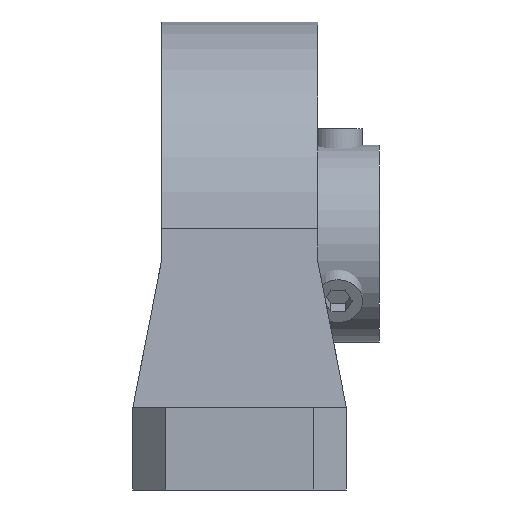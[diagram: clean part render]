
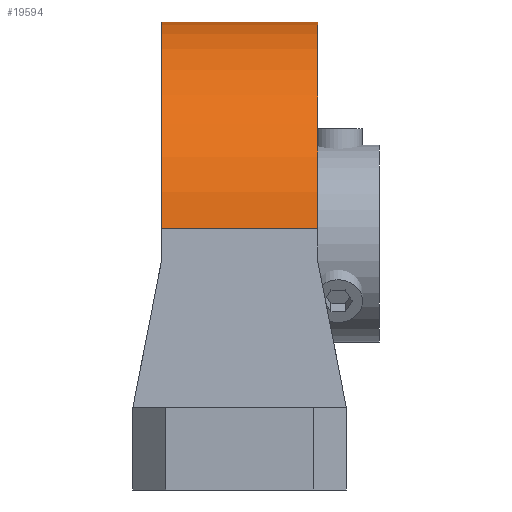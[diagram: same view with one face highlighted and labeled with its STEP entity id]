
A CAD part, front view. The second image highlights one B-rep face of the part: STEP entity #19594.
In plain terms, the highlighted cylindrical face has radius 13.5 mm (diameter 27 mm), a partial arc.
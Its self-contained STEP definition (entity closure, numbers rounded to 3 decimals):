
#17249 = PLANE('',#17250);
#17250 = AXIS2_PLACEMENT_3D('',#17251,#17252,#17253);
#17251 = CARTESIAN_POINT('',(-6.5,14.2,-10.));
#17252 = DIRECTION('',(0.,-0.998,-0.067));
#17253 = DIRECTION('',(0.,-0.067,0.998));
#17350 = PLANE('',#17351);
#17351 = AXIS2_PLACEMENT_3D('',#17352,#17353,#17354);
#17352 = CARTESIAN_POINT('',(-4.75,-15.,13.5));
#17353 = DIRECTION('',(-1.,0.,0.));
#17354 = DIRECTION('',(0.,0.,-1.));
#17935 = PLANE('',#17936);
#17936 = AXIS2_PLACEMENT_3D('',#17937,#17938,#17939);
#17937 = CARTESIAN_POINT('',(4.75,-15.,-1.));
#17938 = DIRECTION('',(1.,0.,0.));
#17939 = DIRECTION('',(0.,0.,1.));
#18192 = VERTEX_POINT('',#18193);
#18193 = CARTESIAN_POINT('',(4.75,13.47,0.902));
#18214 = EDGE_CURVE('',#18215,#18192,#18217,.T.);
#18215 = VERTEX_POINT('',#18216);
#18216 = CARTESIAN_POINT('',(-4.75,13.47,0.902));
#18217 = SURFACE_CURVE('',#18218,(#18222,#18229),.PCURVE_S1.);
#18218 = LINE('',#18219,#18220);
#18219 = CARTESIAN_POINT('',(-6.5,13.47,0.902));
#18220 = VECTOR('',#18221,1.);
#18221 = DIRECTION('',(1.,0.,0.));
#18222 = PCURVE('',#17249,#18223);
#18223 = DEFINITIONAL_REPRESENTATION('',(#18224),#18228);
#18224 = LINE('',#18225,#18226);
#18225 = CARTESIAN_POINT('',(10.927,0.));
#18226 = VECTOR('',#18227,1.);
#18227 = DIRECTION('',(0.,-1.));
#18228 = ( GEOMETRIC_REPRESENTATION_CONTEXT(2) 
PARAMETRIC_REPRESENTATION_CONTEXT() REPRESENTATION_CONTEXT('2D SPACE',''
  ) );
#18229 = PCURVE('',#18230,#18235);
#18230 = CYLINDRICAL_SURFACE('',#18231,13.5);
#18231 = AXIS2_PLACEMENT_3D('',#18232,#18233,#18234);
#18232 = CARTESIAN_POINT('',(-6.5,0.,0.));
#18233 = DIRECTION('',(-1.,0.,0.));
#18234 = DIRECTION('',(0.,1.,0.));
#18235 = DEFINITIONAL_REPRESENTATION('',(#18236),#18240);
#18236 = LINE('',#18237,#18238);
#18237 = CARTESIAN_POINT('',(-0.067,0.));
#18238 = VECTOR('',#18239,1.);
#18239 = DIRECTION('',(-0.,-1.));
#18240 = ( GEOMETRIC_REPRESENTATION_CONTEXT(2) 
PARAMETRIC_REPRESENTATION_CONTEXT() REPRESENTATION_CONTEXT('2D SPACE',''
  ) );
#18772 = VERTEX_POINT('',#18773);
#18773 = CARTESIAN_POINT('',(-4.75,-13.47,0.902));
#18787 = PLANE('',#18788);
#18788 = AXIS2_PLACEMENT_3D('',#18789,#18790,#18791);
#18789 = CARTESIAN_POINT('',(-6.5,-13.47,0.902));
#18790 = DIRECTION('',(0.,0.998,-0.067));
#18791 = DIRECTION('',(0.,-0.067,-0.998));
#18799 = EDGE_CURVE('',#18772,#18800,#18802,.T.);
#18800 = VERTEX_POINT('',#18801);
#18801 = CARTESIAN_POINT('',(-4.75,0.,13.5));
#18802 = SURFACE_CURVE('',#18803,(#18808,#18815),.PCURVE_S1.);
#18803 = CIRCLE('',#18804,13.5);
#18804 = AXIS2_PLACEMENT_3D('',#18805,#18806,#18807);
#18805 = CARTESIAN_POINT('',(-4.75,0.,0.));
#18806 = DIRECTION('',(-1.,0.,0.));
#18807 = DIRECTION('',(0.,1.,0.));
#18808 = PCURVE('',#17350,#18809);
#18809 = DEFINITIONAL_REPRESENTATION('',(#18810),#18814);
#18810 = CIRCLE('',#18811,13.5);
#18811 = AXIS2_PLACEMENT_2D('',#18812,#18813);
#18812 = CARTESIAN_POINT('',(13.5,-15.));
#18813 = DIRECTION('',(0.,-1.));
#18814 = ( GEOMETRIC_REPRESENTATION_CONTEXT(2) 
PARAMETRIC_REPRESENTATION_CONTEXT() REPRESENTATION_CONTEXT('2D SPACE',''
  ) );
#18815 = PCURVE('',#18230,#18816);
#18816 = DEFINITIONAL_REPRESENTATION('',(#18817),#18821);
#18817 = LINE('',#18818,#18819);
#18818 = CARTESIAN_POINT('',(-6.283,-1.75));
#18819 = VECTOR('',#18820,1.);
#18820 = DIRECTION('',(1.,-0.));
#18821 = ( GEOMETRIC_REPRESENTATION_CONTEXT(2) 
PARAMETRIC_REPRESENTATION_CONTEXT() REPRESENTATION_CONTEXT('2D SPACE',''
  ) );
#18823 = EDGE_CURVE('',#18800,#18215,#18824,.T.);
#18824 = SURFACE_CURVE('',#18825,(#18830,#18837),.PCURVE_S1.);
#18825 = CIRCLE('',#18826,13.5);
#18826 = AXIS2_PLACEMENT_3D('',#18827,#18828,#18829);
#18827 = CARTESIAN_POINT('',(-4.75,0.,0.));
#18828 = DIRECTION('',(-1.,0.,0.));
#18829 = DIRECTION('',(0.,1.,0.));
#18830 = PCURVE('',#17350,#18831);
#18831 = DEFINITIONAL_REPRESENTATION('',(#18832),#18836);
#18832 = CIRCLE('',#18833,13.5);
#18833 = AXIS2_PLACEMENT_2D('',#18834,#18835);
#18834 = CARTESIAN_POINT('',(13.5,-15.));
#18835 = DIRECTION('',(0.,-1.));
#18836 = ( GEOMETRIC_REPRESENTATION_CONTEXT(2) 
PARAMETRIC_REPRESENTATION_CONTEXT() REPRESENTATION_CONTEXT('2D SPACE',''
  ) );
#18837 = PCURVE('',#18230,#18838);
#18838 = DEFINITIONAL_REPRESENTATION('',(#18839),#18843);
#18839 = LINE('',#18840,#18841);
#18840 = CARTESIAN_POINT('',(-6.283,-1.75));
#18841 = VECTOR('',#18842,1.);
#18842 = DIRECTION('',(1.,-0.));
#18843 = ( GEOMETRIC_REPRESENTATION_CONTEXT(2) 
PARAMETRIC_REPRESENTATION_CONTEXT() REPRESENTATION_CONTEXT('2D SPACE',''
  ) );
#19382 = EDGE_CURVE('',#19383,#19385,#19387,.T.);
#19383 = VERTEX_POINT('',#19384);
#19384 = CARTESIAN_POINT('',(4.75,-13.47,0.902));
#19385 = VERTEX_POINT('',#19386);
#19386 = CARTESIAN_POINT('',(4.75,0.,13.5));
#19387 = SURFACE_CURVE('',#19388,(#19393,#19404),.PCURVE_S1.);
#19388 = CIRCLE('',#19389,13.5);
#19389 = AXIS2_PLACEMENT_3D('',#19390,#19391,#19392);
#19390 = CARTESIAN_POINT('',(4.75,0.,0.));
#19391 = DIRECTION('',(-1.,0.,0.));
#19392 = DIRECTION('',(0.,1.,0.));
#19393 = PCURVE('',#17935,#19394);
#19394 = DEFINITIONAL_REPRESENTATION('',(#19395),#19403);
#19395 = ( BOUNDED_CURVE() B_SPLINE_CURVE(2,(#19396,#19397,#19398,#19399
    ,#19400,#19401,#19402),.UNSPECIFIED.,.T.,.F.) 
B_SPLINE_CURVE_WITH_KNOTS((1,2,2,2,2,1),(-2.094,0.,
    2.094,4.189,6.283,8.378),
.UNSPECIFIED.) CURVE() GEOMETRIC_REPRESENTATION_ITEM() 
RATIONAL_B_SPLINE_CURVE((1.,0.5,1.,0.5,1.,0.5,1.)) REPRESENTATION_ITEM(
  '') );
#19396 = CARTESIAN_POINT('',(1.,-28.5));
#19397 = CARTESIAN_POINT('',(-22.383,-28.5));
#19398 = CARTESIAN_POINT('',(-10.691,-8.25));
#19399 = CARTESIAN_POINT('',(1.,12.));
#19400 = CARTESIAN_POINT('',(12.691,-8.25));
#19401 = CARTESIAN_POINT('',(24.383,-28.5));
#19402 = CARTESIAN_POINT('',(1.,-28.5));
#19403 = ( GEOMETRIC_REPRESENTATION_CONTEXT(2) 
PARAMETRIC_REPRESENTATION_CONTEXT() REPRESENTATION_CONTEXT('2D SPACE',''
  ) );
#19404 = PCURVE('',#18230,#19405);
#19405 = DEFINITIONAL_REPRESENTATION('',(#19406),#19410);
#19406 = LINE('',#19407,#19408);
#19407 = CARTESIAN_POINT('',(-6.283,-11.25));
#19408 = VECTOR('',#19409,1.);
#19409 = DIRECTION('',(1.,-0.));
#19410 = ( GEOMETRIC_REPRESENTATION_CONTEXT(2) 
PARAMETRIC_REPRESENTATION_CONTEXT() REPRESENTATION_CONTEXT('2D SPACE',''
  ) );
#19460 = EDGE_CURVE('',#19385,#18192,#19461,.T.);
#19461 = SURFACE_CURVE('',#19462,(#19467,#19478),.PCURVE_S1.);
#19462 = CIRCLE('',#19463,13.5);
#19463 = AXIS2_PLACEMENT_3D('',#19464,#19465,#19466);
#19464 = CARTESIAN_POINT('',(4.75,0.,0.));
#19465 = DIRECTION('',(-1.,0.,0.));
#19466 = DIRECTION('',(0.,1.,0.));
#19467 = PCURVE('',#17935,#19468);
#19468 = DEFINITIONAL_REPRESENTATION('',(#19469),#19477);
#19469 = ( BOUNDED_CURVE() B_SPLINE_CURVE(2,(#19470,#19471,#19472,#19473
    ,#19474,#19475,#19476),.UNSPECIFIED.,.T.,.F.) 
B_SPLINE_CURVE_WITH_KNOTS((1,2,2,2,2,1),(-2.094,0.,
    2.094,4.189,6.283,8.378),
.UNSPECIFIED.) CURVE() GEOMETRIC_REPRESENTATION_ITEM() 
RATIONAL_B_SPLINE_CURVE((1.,0.5,1.,0.5,1.,0.5,1.)) REPRESENTATION_ITEM(
  '') );
#19470 = CARTESIAN_POINT('',(1.,-28.5));
#19471 = CARTESIAN_POINT('',(-22.383,-28.5));
#19472 = CARTESIAN_POINT('',(-10.691,-8.25));
#19473 = CARTESIAN_POINT('',(1.,12.));
#19474 = CARTESIAN_POINT('',(12.691,-8.25));
#19475 = CARTESIAN_POINT('',(24.383,-28.5));
#19476 = CARTESIAN_POINT('',(1.,-28.5));
#19477 = ( GEOMETRIC_REPRESENTATION_CONTEXT(2) 
PARAMETRIC_REPRESENTATION_CONTEXT() REPRESENTATION_CONTEXT('2D SPACE',''
  ) );
#19478 = PCURVE('',#18230,#19479);
#19479 = DEFINITIONAL_REPRESENTATION('',(#19480),#19484);
#19480 = LINE('',#19481,#19482);
#19481 = CARTESIAN_POINT('',(-6.283,-11.25));
#19482 = VECTOR('',#19483,1.);
#19483 = DIRECTION('',(1.,-0.));
#19484 = ( GEOMETRIC_REPRESENTATION_CONTEXT(2) 
PARAMETRIC_REPRESENTATION_CONTEXT() REPRESENTATION_CONTEXT('2D SPACE',''
  ) );
#19594 = ADVANCED_FACE('',(#19595),#18230,.T.);
#19595 = FACE_BOUND('',#19596,.F.);
#19596 = EDGE_LOOP('',(#19597,#19598,#19599,#19600,#19601,#19622));
#19597 = ORIENTED_EDGE('',*,*,#18823,.T.);
#19598 = ORIENTED_EDGE('',*,*,#18214,.T.);
#19599 = ORIENTED_EDGE('',*,*,#19460,.F.);
#19600 = ORIENTED_EDGE('',*,*,#19382,.F.);
#19601 = ORIENTED_EDGE('',*,*,#19602,.F.);
#19602 = EDGE_CURVE('',#18772,#19383,#19603,.T.);
#19603 = SURFACE_CURVE('',#19604,(#19608,#19615),.PCURVE_S1.);
#19604 = LINE('',#19605,#19606);
#19605 = CARTESIAN_POINT('',(-6.5,-13.47,0.902));
#19606 = VECTOR('',#19607,1.);
#19607 = DIRECTION('',(1.,0.,0.));
#19608 = PCURVE('',#18230,#19609);
#19609 = DEFINITIONAL_REPRESENTATION('',(#19610),#19614);
#19610 = LINE('',#19611,#19612);
#19611 = CARTESIAN_POINT('',(-3.075,0.));
#19612 = VECTOR('',#19613,1.);
#19613 = DIRECTION('',(-0.,-1.));
#19614 = ( GEOMETRIC_REPRESENTATION_CONTEXT(2) 
PARAMETRIC_REPRESENTATION_CONTEXT() REPRESENTATION_CONTEXT('2D SPACE',''
  ) );
#19615 = PCURVE('',#18787,#19616);
#19616 = DEFINITIONAL_REPRESENTATION('',(#19617),#19621);
#19617 = LINE('',#19618,#19619);
#19618 = CARTESIAN_POINT('',(0.,-0.));
#19619 = VECTOR('',#19620,1.);
#19620 = DIRECTION('',(0.,-1.));
#19621 = ( GEOMETRIC_REPRESENTATION_CONTEXT(2) 
PARAMETRIC_REPRESENTATION_CONTEXT() REPRESENTATION_CONTEXT('2D SPACE',''
  ) );
#19622 = ORIENTED_EDGE('',*,*,#18799,.T.);
